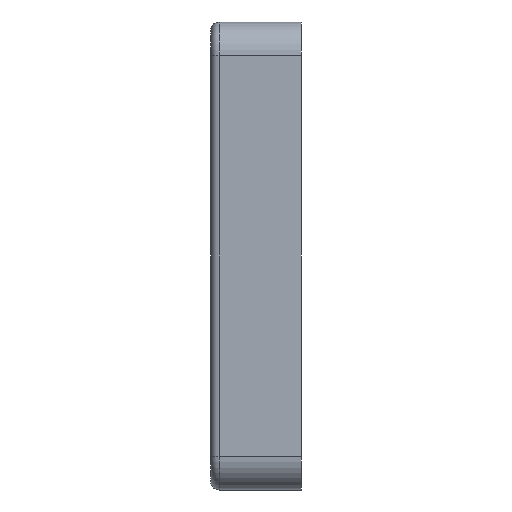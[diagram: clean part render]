
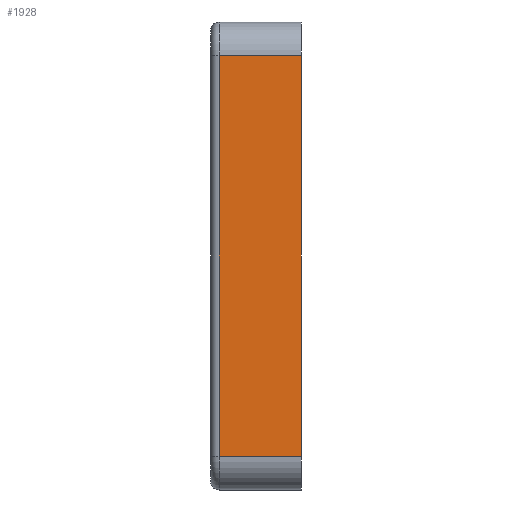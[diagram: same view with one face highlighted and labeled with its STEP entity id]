
A CAD part, left-side view. The second image highlights one B-rep face of the part: STEP entity #1928.
In plain terms, the highlighted planar face has unit normal (-1, 0, 0).
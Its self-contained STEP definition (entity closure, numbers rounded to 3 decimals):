
#41=PLANE('',#2118);
#105=FACE_OUTER_BOUND('',#228,.T.);
#228=EDGE_LOOP('',(#1416,#1417,#1418,#1419));
#377=LINE('',#3146,#539);
#382=LINE('',#3176,#544);
#384=LINE('',#3182,#546);
#385=LINE('',#3183,#547);
#539=VECTOR('',#2465,10.);
#544=VECTOR('',#2502,10.);
#546=VECTOR('',#2508,7.);
#547=VECTOR('',#2509,10.);
#866=VERTEX_POINT('',#3136);
#868=VERTEX_POINT('',#3142);
#878=VERTEX_POINT('',#3175);
#880=VERTEX_POINT('',#3181);
#1071=EDGE_CURVE('',#866,#868,#377,.T.);
#1086=EDGE_CURVE('',#878,#868,#382,.T.);
#1089=EDGE_CURVE('',#880,#866,#384,.T.);
#1090=EDGE_CURVE('',#878,#880,#385,.F.);
#1416=ORIENTED_EDGE('',*,*,#1071,.F.);
#1417=ORIENTED_EDGE('',*,*,#1089,.F.);
#1418=ORIENTED_EDGE('',*,*,#1090,.F.);
#1419=ORIENTED_EDGE('',*,*,#1086,.T.);
#1928=ADVANCED_FACE('',(#105),#41,.T.);
#2118=AXIS2_PLACEMENT_3D('',#3180,#2506,#2507);
#2465=DIRECTION('',(0.,0.,1.));
#2502=DIRECTION('',(0.,1.,0.));
#2506=DIRECTION('center_axis',(-1.,0.,0.));
#2507=DIRECTION('ref_axis',(0.,0.,1.));
#2508=DIRECTION('',(0.,1.,0.));
#2509=DIRECTION('',(0.,0.,1.));
#3136=CARTESIAN_POINT('',(-17.525,17.,-85.725));
#3142=CARTESIAN_POINT('',(-17.525,17.,9.525));
#3146=CARTESIAN_POINT('',(-17.525,17.,-61.913));
#3175=CARTESIAN_POINT('',(-17.525,-2.5,9.525));
#3176=CARTESIAN_POINT('',(-17.525,0.,9.525));
#3180=CARTESIAN_POINT('Origin',(-17.525,0.,-85.725));
#3181=CARTESIAN_POINT('',(-17.525,-2.5,-85.725));
#3182=CARTESIAN_POINT('',(-17.525,0.,-85.725));
#3183=CARTESIAN_POINT('',(-17.525,-2.5,-61.913));
